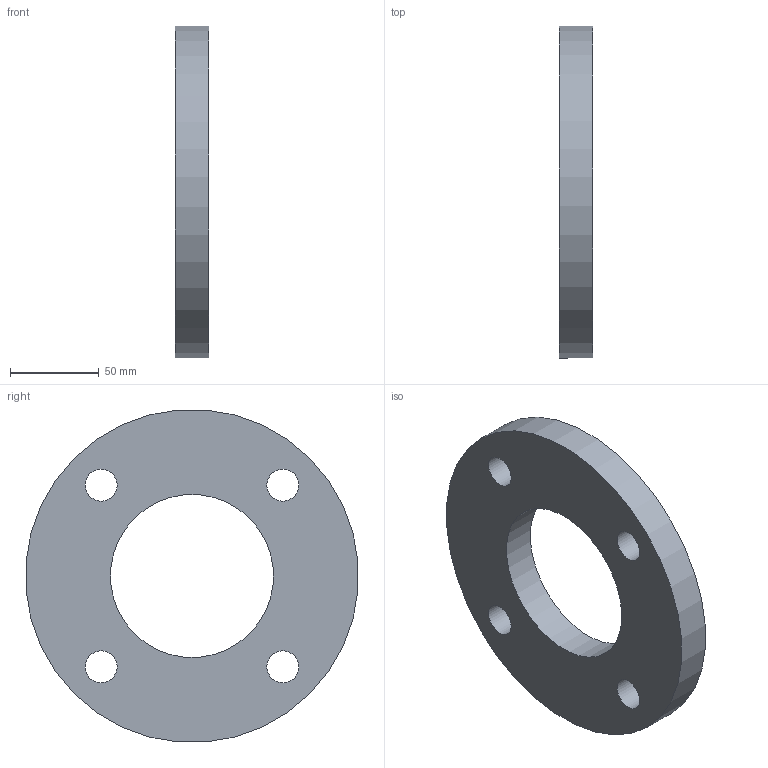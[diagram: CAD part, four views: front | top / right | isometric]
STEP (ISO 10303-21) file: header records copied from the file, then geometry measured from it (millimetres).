
FILE_DESCRIPTION(/* description */ (''),/* implementation_level */ '2;1');
FILE_NAME(/* name */ 'ODV075.ipt.stp',/* time_stamp */ '2014-06-06T15:27:05+02:00',/* author */ ('bfaro'),/* organization */ (''),/* preprocessor_version */ 'ST-DEVELOPER v15.6',/* originating_system */ 'Autodesk Inventor 2015',/* authorisation */ '');
FILE_SCHEMA (('AUTOMOTIVE_DESIGN { 1 0 10303 214 3 1 1 }'));
Length unit declared in the file: millimetre
Products named in the file (1): ODV075
Bounding box: 19 x 187.28 x 187.28 mm (x, y, z)
Volume: 381778.9 mm3; surface area: 61198.2 mm2
Topology: 1 solids, 1 shells, 8 faces, 18 edges, 12 vertices
Faces by surface type: cylinder 6, plane 2
Full cylindrical faces by diameter (mm): 18 x4, 92 x1, 188 x1
Entity records: 248 total; most frequent: DIRECTION 42, CARTESIAN_POINT 33, EDGE_LOOP 24, ORIENTED_EDGE 24, AXIS2_PLACEMENT_3D 21, FACE_BOUND 16, CIRCLE 12, VERTEX_POINT 12
